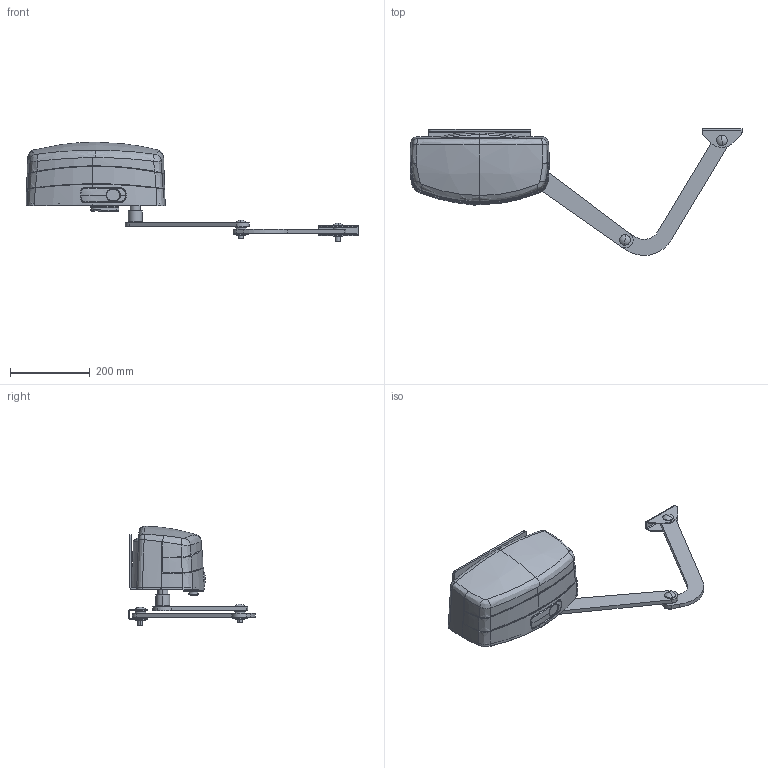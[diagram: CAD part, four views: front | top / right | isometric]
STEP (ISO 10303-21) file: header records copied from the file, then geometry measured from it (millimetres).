
FILE_DESCRIPTION (( 'STEP AP214' ), '1' );
FILE_NAME ('R23.STEP', '2017-03-02T08:33:06', ( 'admin' ), ( 'Microsoft' ), 'SwSTEP 2.0', 'SolidWorks 2016', '' );
FILE_SCHEMA (( 'AUTOMOTIVE_DESIGN' ));
Length unit declared in the file: millimetre
Products named in the file (1): R23
Bounding box: 834.43 x 318.72 x 250.07 mm (x, y, z)
Volume: 8216399.3 mm3; surface area: 575381.6 mm2
Topology: 17 solids, 18 shells, 370 faces, 919 edges, 574 vertices
Faces by surface type: bspline 133, plane 84, cylinder 79, cone 48, torus 18, sphere 8
Entity records: 31128 total; most frequent: CARTESIAN_POINT 19042, ORIENTED_EDGE 1812, DIRECTION 1332, EDGE_CURVE 906, VERTEX_POINT 574, AXIS2_PLACEMENT_3D 525, UNCERTAINTY_MEASURE_WITH_UNIT 389, MECHANICAL_DESIGN_GEOMETRIC_PRESENTATION_REPRESENTATION 388
